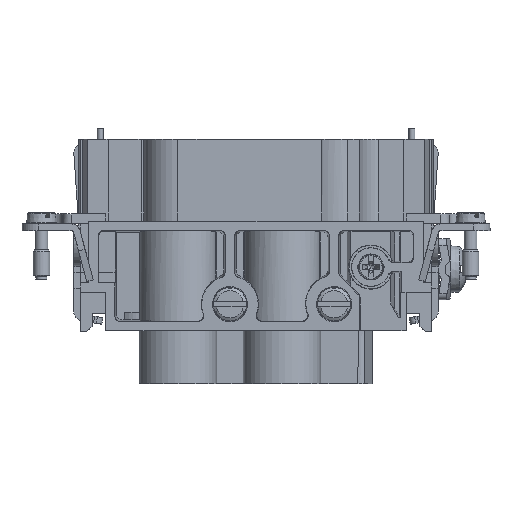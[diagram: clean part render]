
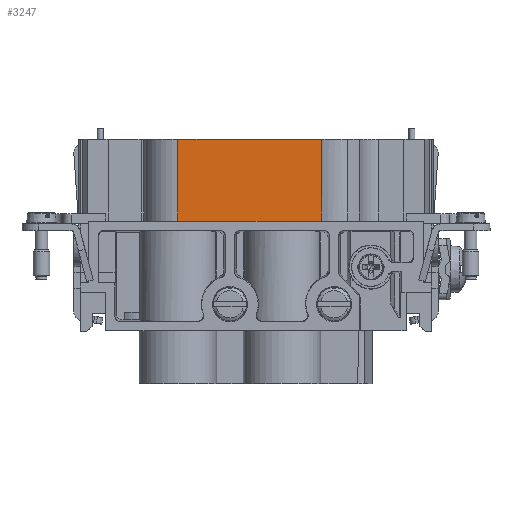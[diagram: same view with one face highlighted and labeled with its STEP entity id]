
A CAD part, left-side view. The second image highlights one B-rep face of the part: STEP entity #3247.
In plain terms, the highlighted planar face has unit normal (-1, 0, 0).
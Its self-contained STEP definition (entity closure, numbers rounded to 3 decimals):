
#3227=AXIS2_PLACEMENT_3D('Plane Axis2P3D',#3224,#3225,#3226) ;
#782=CARTESIAN_POINT('Vertex',(4.35,30.4,29.4)) ;
#785=CARTESIAN_POINT('Line Origine',(4.35,43.375,29.4)) ;
#789=CARTESIAN_POINT('Vertex',(4.35,56.35,29.4)) ;
#3209=CARTESIAN_POINT('Vertex',(4.35,30.4,44.2)) ;
#3212=CARTESIAN_POINT('Line Origine',(4.35,30.4,36.8)) ;
#3224=CARTESIAN_POINT('Axis2P3D Location',(4.35,30.4,29.4)) ;
#3229=CARTESIAN_POINT('Line Origine',(4.35,56.35,36.8)) ;
#3233=CARTESIAN_POINT('Vertex',(4.35,56.35,44.2)) ;
#3236=CARTESIAN_POINT('Line Origine',(4.35,43.375,44.2)) ;
#786=DIRECTION('Vector Direction',(0.,1.,0.)) ;
#3213=DIRECTION('Vector Direction',(0.,0.,1.)) ;
#3225=DIRECTION('Axis2P3D Direction',(1.,0.,0.)) ;
#3226=DIRECTION('Axis2P3D XDirection',(0.,1.,0.)) ;
#3230=DIRECTION('Vector Direction',(0.,0.,1.)) ;
#3237=DIRECTION('Vector Direction',(0.,1.,0.)) ;
#787=VECTOR('Line Direction',#786,1.) ;
#3214=VECTOR('Line Direction',#3213,1.) ;
#3231=VECTOR('Line Direction',#3230,1.) ;
#3238=VECTOR('Line Direction',#3237,1.) ;
#3242=ORIENTED_EDGE('',*,*,#3235,.F.) ;
#3243=ORIENTED_EDGE('',*,*,#791,.T.) ;
#3244=ORIENTED_EDGE('',*,*,#3216,.T.) ;
#3245=ORIENTED_EDGE('',*,*,#3240,.F.) ;
#3247=ADVANCED_FACE('Hauptk\X2\00F6\X0\rper',(#3246),#3228,.F.) ;
#791=EDGE_CURVE('',#790,#783,#788,.F.) ;
#3216=EDGE_CURVE('',#783,#3210,#3215,.T.) ;
#3235=EDGE_CURVE('',#790,#3234,#3232,.T.) ;
#3240=EDGE_CURVE('',#3234,#3210,#3239,.F.) ;
#3241=EDGE_LOOP('',(#3242,#3243,#3244,#3245)) ;
#3246=FACE_OUTER_BOUND('',#3241,.T.) ;
#788=LINE('Line',#785,#787) ;
#3215=LINE('Line',#3212,#3214) ;
#3232=LINE('Line',#3229,#3231) ;
#3239=LINE('Line',#3236,#3238) ;
#3228=PLANE('',#3227) ;
#783=VERTEX_POINT('',#782) ;
#790=VERTEX_POINT('',#789) ;
#3210=VERTEX_POINT('',#3209) ;
#3234=VERTEX_POINT('',#3233) ;
